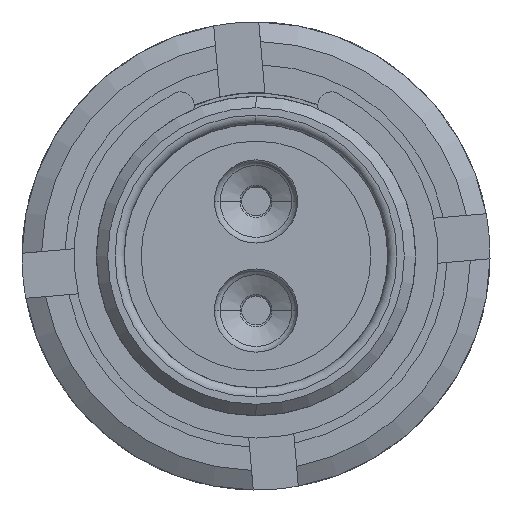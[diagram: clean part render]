
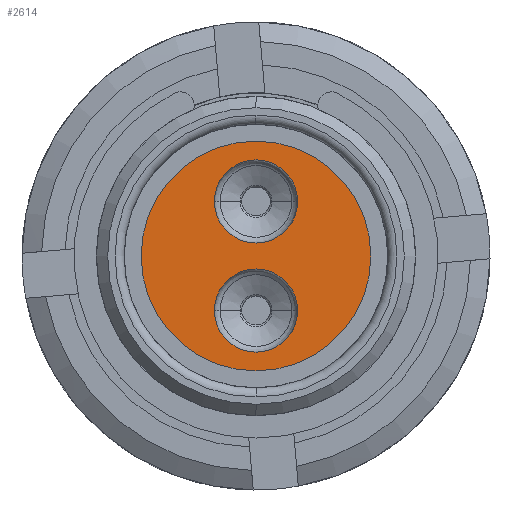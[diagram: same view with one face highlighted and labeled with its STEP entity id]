
A CAD part, left-side view. The second image highlights one B-rep face of the part: STEP entity #2614.
In plain terms, the highlighted planar face has unit normal (-1, 0, 0).
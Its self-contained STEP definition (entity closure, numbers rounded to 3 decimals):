
#225 = CIRCLE ( 'NONE', #7046, 5.08 ) ;
#588 = DIRECTION ( 'NONE',  ( -1., 0., 0. ) ) ;
#980 = EDGE_CURVE ( 'NONE', #4739, #9759, #17281, .T. ) ;
#1238 = AXIS2_PLACEMENT_3D ( 'NONE', #22302, #26312, #9380 ) ;
#1395 = DIRECTION ( 'NONE',  ( 0., 1., 0. ) ) ;
#2614 = ADVANCED_FACE ( 'NONE', ( #23151, #26215, #25203 ), #15131, .F. ) ;
#3878 = CIRCLE ( 'NONE', #11552, 5.08 ) ;
#4369 = EDGE_CURVE ( 'NONE', #4689, #22836, #10008, .T. ) ;
#4689 = VERTEX_POINT ( 'NONE', #19142 ) ;
#4739 = VERTEX_POINT ( 'NONE', #21588 ) ;
#6817 = CIRCLE ( 'NONE', #1238, 1.84 ) ;
#6885 = CARTESIAN_POINT ( 'NONE',  ( 2.067, -1.84, -2.413 ) ) ;
#7046 = AXIS2_PLACEMENT_3D ( 'NONE', #20134, #7391, #9367 ) ;
#7391 = DIRECTION ( 'NONE',  ( 1., 0., 0. ) ) ;
#8170 = DIRECTION ( 'NONE',  ( 1., 0., 0. ) ) ;
#9367 = DIRECTION ( 'NONE',  ( 0., 1., 0. ) ) ;
#9380 = DIRECTION ( 'NONE',  ( 0., 1., 0. ) ) ;
#9421 = ORIENTED_EDGE ( 'NONE', *, *, #26809, .F. ) ;
#9759 = VERTEX_POINT ( 'NONE', #14563 ) ;
#10006 = EDGE_CURVE ( 'NONE', #22836, #4689, #14005, .T. ) ;
#10008 = CIRCLE ( 'NONE', #15016, 1.84 ) ;
#10273 = DIRECTION ( 'NONE',  ( 1., 0., 0. ) ) ;
#10797 = EDGE_CURVE ( 'NONE', #9759, #4739, #6817, .T. ) ;
#11552 = AXIS2_PLACEMENT_3D ( 'NONE', #23189, #10273, #1395 ) ;
#11624 = CARTESIAN_POINT ( 'NONE',  ( 2.067, 0., -2.413 ) ) ;
#11629 = DIRECTION ( 'NONE',  ( 0., 1., 0. ) ) ;
#12685 = AXIS2_PLACEMENT_3D ( 'NONE', #21074, #8170, #21161 ) ;
#13408 = ORIENTED_EDGE ( 'NONE', *, *, #10797, .T. ) ;
#13799 = DIRECTION ( 'NONE',  ( 0., 1., 0. ) ) ;
#13800 = CARTESIAN_POINT ( 'NONE',  ( 2.067, 0., -2.413 ) ) ;
#14005 = CIRCLE ( 'NONE', #26356, 1.84 ) ;
#14289 = EDGE_LOOP ( 'NONE', ( #22475, #27426 ) ) ;
#14563 = CARTESIAN_POINT ( 'NONE',  ( 2.067, 1.84, 2.413 ) ) ;
#15016 = AXIS2_PLACEMENT_3D ( 'NONE', #13800, #24362, #11629 ) ;
#15131 = PLANE ( 'NONE',  #21253 ) ;
#15670 = VERTEX_POINT ( 'NONE', #17092 ) ;
#15715 = EDGE_LOOP ( 'NONE', ( #9421, #23320 ) ) ;
#16136 = EDGE_LOOP ( 'NONE', ( #13408, #19178 ) ) ;
#17092 = CARTESIAN_POINT ( 'NONE',  ( 2.067, 5.08, 0. ) ) ;
#17281 = CIRCLE ( 'NONE', #12685, 1.84 ) ;
#18281 = CARTESIAN_POINT ( 'NONE',  ( 2.067, -5.08, 0. ) ) ;
#19142 = CARTESIAN_POINT ( 'NONE',  ( 2.067, 1.84, -2.413 ) ) ;
#19178 = ORIENTED_EDGE ( 'NONE', *, *, #980, .T. ) ;
#19663 = DIRECTION ( 'NONE',  ( 0., 1., 0. ) ) ;
#19747 = VERTEX_POINT ( 'NONE', #18281 ) ;
#20134 = CARTESIAN_POINT ( 'NONE',  ( 2.067, 0., 0. ) ) ;
#21074 = CARTESIAN_POINT ( 'NONE',  ( 2.067, 0., 2.413 ) ) ;
#21161 = DIRECTION ( 'NONE',  ( 0., 1., 0. ) ) ;
#21253 = AXIS2_PLACEMENT_3D ( 'NONE', #23732, #26207, #19663 ) ;
#21588 = CARTESIAN_POINT ( 'NONE',  ( 2.067, -1.84, 2.413 ) ) ;
#22302 = CARTESIAN_POINT ( 'NONE',  ( 2.067, 0., 2.413 ) ) ;
#22475 = ORIENTED_EDGE ( 'NONE', *, *, #4369, .F. ) ;
#22836 = VERTEX_POINT ( 'NONE', #6885 ) ;
#23151 = FACE_BOUND ( 'NONE', #16136, .T. ) ;
#23189 = CARTESIAN_POINT ( 'NONE',  ( 2.067, 0., 0. ) ) ;
#23320 = ORIENTED_EDGE ( 'NONE', *, *, #24011, .F. ) ;
#23732 = CARTESIAN_POINT ( 'NONE',  ( 2.067, 0., 0. ) ) ;
#24011 = EDGE_CURVE ( 'NONE', #19747, #15670, #3878, .T. ) ;
#24362 = DIRECTION ( 'NONE',  ( -1., 0., 0. ) ) ;
#25203 = FACE_BOUND ( 'NONE', #14289, .T. ) ;
#26207 = DIRECTION ( 'NONE',  ( 1., 0., 0. ) ) ;
#26215 = FACE_OUTER_BOUND ( 'NONE', #15715, .T. ) ;
#26312 = DIRECTION ( 'NONE',  ( 1., 0., 0. ) ) ;
#26356 = AXIS2_PLACEMENT_3D ( 'NONE', #11624, #588, #13799 ) ;
#26809 = EDGE_CURVE ( 'NONE', #15670, #19747, #225, .T. ) ;
#27426 = ORIENTED_EDGE ( 'NONE', *, *, #10006, .F. ) ;
